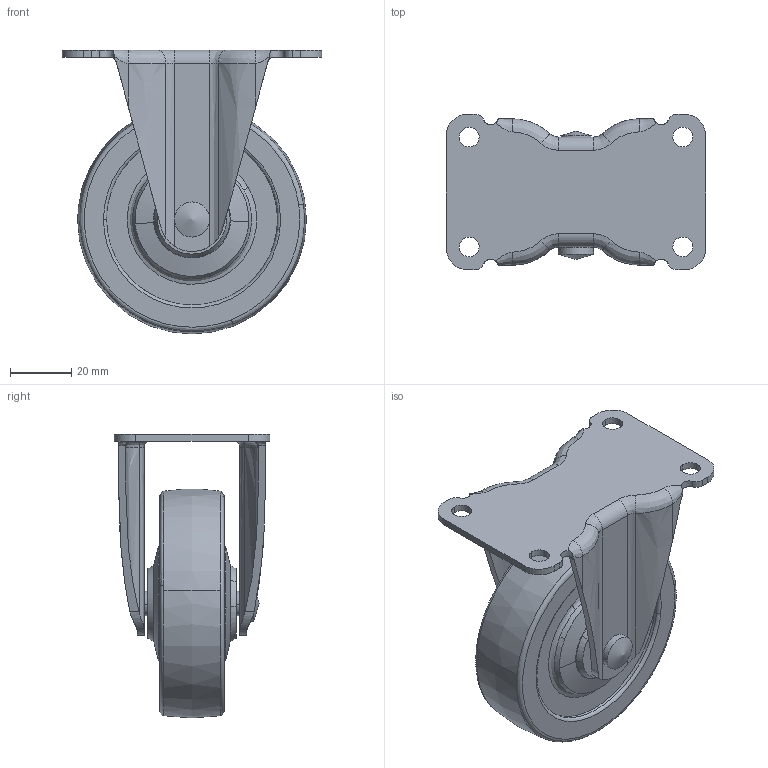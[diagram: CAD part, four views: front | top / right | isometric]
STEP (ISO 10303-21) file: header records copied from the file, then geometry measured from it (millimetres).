
FILE_DESCRIPTION((''),'2;1');
FILE_NAME('','2005-12-16T14:22:16',(''),(''),'','CADfix','');
FILE_SCHEMA(('AUTOMOTIVE_DESIGN'));
Length unit declared in the file: millimetre
Products named in the file (4): wheel; body; axle; No_606_16158_36
Assembly tree (3 placements, depth 2):
  No_606_16158_36
    wheel
    body
    axle
Bounding box: 85 x 51 x 93 mm (x, y, z)
Volume: 110337.8 mm3; surface area: 33369.7 mm2
Topology: 3 solids, 3 shells, 150 faces, 479 edges, 341 vertices
Faces by surface type: bspline 150
Entity records: 6343 total; most frequent: CARTESIAN_POINT 3764, ORIENTED_EDGE 958, EDGE_CURVE 479, VERTEX_POINT 341, EDGE_LOOP 170, FACE_OUTER_BOUND 150, ADVANCED_FACE 150, QUASI_UNIFORM_CURVE 132
